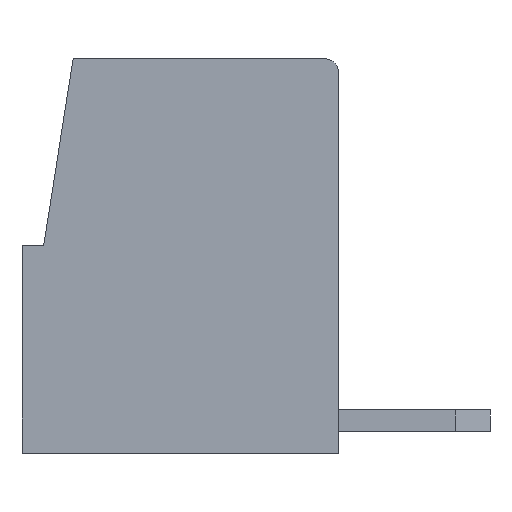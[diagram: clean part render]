
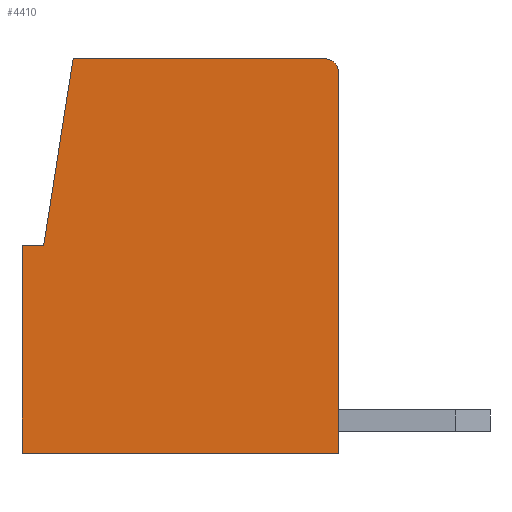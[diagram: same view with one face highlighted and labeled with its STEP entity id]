
A CAD part, left-side view. The second image highlights one B-rep face of the part: STEP entity #4410.
In plain terms, the highlighted planar face has unit normal (-1, 0, 0).
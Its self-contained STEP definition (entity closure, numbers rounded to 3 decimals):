
#71=PLANE('',#5752);
#281=CIRCLE('',#5741,0.3);
#404=ORIENTED_EDGE('',*,*,#1656,.T.);
#405=ORIENTED_EDGE('',*,*,#1613,.F.);
#406=ORIENTED_EDGE('',*,*,#1670,.F.);
#407=ORIENTED_EDGE('',*,*,#1671,.T.);
#408=ORIENTED_EDGE('',*,*,#1672,.T.);
#409=ORIENTED_EDGE('',*,*,#1614,.T.);
#410=ORIENTED_EDGE('',*,*,#1669,.T.);
#1613=EDGE_CURVE('',#2257,#2255,#281,.T.);
#1614=EDGE_CURVE('',#2258,#2259,#2682,.T.);
#1656=EDGE_CURVE('',#2297,#2255,#2723,.T.);
#1669=EDGE_CURVE('',#2259,#2297,#2736,.T.);
#1670=EDGE_CURVE('',#2304,#2257,#2737,.T.);
#1671=EDGE_CURVE('',#2304,#2305,#2738,.T.);
#1672=EDGE_CURVE('',#2305,#2258,#2739,.T.);
#2255=VERTEX_POINT('',#7202);
#2257=VERTEX_POINT('',#7206);
#2258=VERTEX_POINT('',#7210);
#2259=VERTEX_POINT('',#7211);
#2297=VERTEX_POINT('',#7293);
#2304=VERTEX_POINT('',#7321);
#2305=VERTEX_POINT('',#7323);
#2682=LINE('',#7209,#3284);
#2723=LINE('',#7292,#3325);
#2736=LINE('',#7318,#3338);
#2737=LINE('',#7320,#3339);
#2738=LINE('',#7322,#3340);
#2739=LINE('',#7324,#3341);
#3284=VECTOR('',#6036,1000.);
#3325=VECTOR('',#6083,1000.);
#3338=VECTOR('',#6108,1000.);
#3339=VECTOR('',#6111,1000.);
#3340=VECTOR('',#6112,1000.);
#3341=VECTOR('',#6113,1000.);
#3894=EDGE_LOOP('',(#404,#405,#406,#407,#408,#409,#410));
#4144=FACE_BOUND('',#3894,.T.);
#4410=ADVANCED_FACE('',(#4144),#71,.F.);
#5741=AXIS2_PLACEMENT_3D('',#7207,#6032,#6033);
#5752=AXIS2_PLACEMENT_3D('',#7319,#6109,#6110);
#6032=DIRECTION('',(1.,0.,0.));
#6033=DIRECTION('',(0.,-1.,0.));
#6036=DIRECTION('',(0.,0.,-1.));
#6083=DIRECTION('',(0.,0.,1.));
#6108=DIRECTION('',(0.,-1.,0.));
#6109=DIRECTION('',(1.,0.,0.));
#6110=DIRECTION('',(0.,1.,0.));
#6111=DIRECTION('',(0.,-1.,0.));
#6112=DIRECTION('',(0.,0.156,-0.988));
#6113=DIRECTION('',(0.,1.,0.));
#7202=CARTESIAN_POINT('',(-1.75,-7.3,8.8));
#7206=CARTESIAN_POINT('',(-1.75,-7.,9.1));
#7207=CARTESIAN_POINT('',(-1.75,-7.,8.8));
#7209=CARTESIAN_POINT('',(-1.75,0.,0.));
#7210=CARTESIAN_POINT('',(-1.75,0.,4.8));
#7211=CARTESIAN_POINT('',(-1.75,0.,0.));
#7292=CARTESIAN_POINT('',(-1.75,-7.3,0.));
#7293=CARTESIAN_POINT('',(-1.75,-7.3,0.));
#7318=CARTESIAN_POINT('',(-1.75,-3.5,0.));
#7319=CARTESIAN_POINT('',(-1.75,-11.88,0.));
#7320=CARTESIAN_POINT('',(-1.75,-3.5,9.1));
#7321=CARTESIAN_POINT('',(-1.75,-1.181,9.1));
#7322=CARTESIAN_POINT('',(-1.75,0.26,0.));
#7323=CARTESIAN_POINT('',(-1.75,-0.5,4.8));
#7324=CARTESIAN_POINT('',(-1.75,-3.5,4.8));
